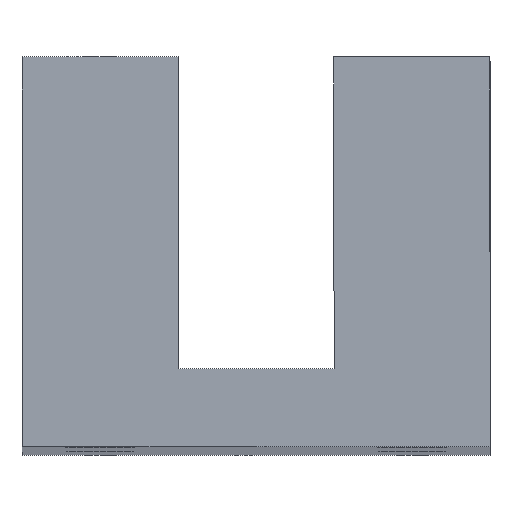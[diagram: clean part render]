
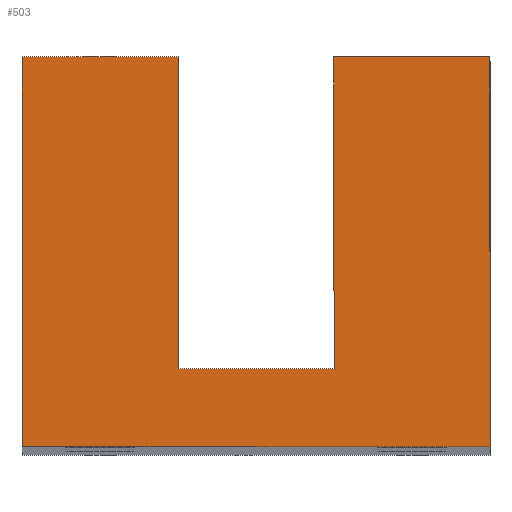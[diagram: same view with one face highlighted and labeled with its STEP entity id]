
A CAD part, top view. The second image highlights one B-rep face of the part: STEP entity #503.
In plain terms, the highlighted planar face has unit normal (0, 0, 1).
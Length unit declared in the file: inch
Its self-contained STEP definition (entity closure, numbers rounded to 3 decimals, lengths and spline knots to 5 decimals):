
#14 = ORIENTED_EDGE ( 'NONE', *, *, #373, .T. ) ;
#43 = DIRECTION ( 'NONE',  ( 0., 1., 0. ) ) ;
#47 = DIRECTION ( 'NONE',  ( 0., 0., 1. ) ) ;
#49 = EDGE_CURVE ( 'NONE', #515, #216, #529, .T. ) ;
#58 = EDGE_CURVE ( 'NONE', #67, #331, #521, .T. ) ;
#59 = DIRECTION ( 'NONE',  ( 0., -1., 0. ) ) ;
#61 = ORIENTED_EDGE ( 'NONE', *, *, #58, .T. ) ;
#67 = VERTEX_POINT ( 'NONE', #643 ) ;
#115 = CARTESIAN_POINT ( 'NONE',  ( -0.125, 0.5, 4. ) ) ;
#123 = EDGE_CURVE ( 'NONE', #209, #734, #160, .T. ) ;
#124 = CARTESIAN_POINT ( 'NONE',  ( 0.125, 0., 4. ) ) ;
#128 = CARTESIAN_POINT ( 'NONE',  ( -0.375, -0.125, 4. ) ) ;
#134 = EDGE_CURVE ( 'NONE', #245, #500, #334, .T. ) ;
#156 = VECTOR ( 'NONE', #59, 39.37008 ) ;
#157 = CARTESIAN_POINT ( 'NONE',  ( 0., 0., 4. ) ) ;
#158 = VECTOR ( 'NONE', #407, 39.37008 ) ;
#160 = LINE ( 'NONE', #281, #241 ) ;
#171 = VECTOR ( 'NONE', #43, 39.37008 ) ;
#191 = AXIS2_PLACEMENT_3D ( 'NONE', #157, #47, #582 ) ;
#206 = LINE ( 'NONE', #498, #783 ) ;
#209 = VERTEX_POINT ( 'NONE', #656 ) ;
#216 = VERTEX_POINT ( 'NONE', #243 ) ;
#217 = ORIENTED_EDGE ( 'NONE', *, *, #134, .T. ) ;
#221 = ORIENTED_EDGE ( 'NONE', *, *, #469, .T. ) ;
#241 = VECTOR ( 'NONE', #647, 39.37008 ) ;
#243 = CARTESIAN_POINT ( 'NONE',  ( -0.125, 0., 4. ) ) ;
#245 = VERTEX_POINT ( 'NONE', #128 ) ;
#259 = DIRECTION ( 'NONE',  ( 0., 1., 0. ) ) ;
#267 = DIRECTION ( 'NONE',  ( 0., -1., 0. ) ) ;
#281 = CARTESIAN_POINT ( 'NONE',  ( 0.125, 0.5, 4. ) ) ;
#320 = CARTESIAN_POINT ( 'NONE',  ( -0.375, 0.5, 4. ) ) ;
#331 = VERTEX_POINT ( 'NONE', #320 ) ;
#334 = LINE ( 'NONE', #526, #468 ) ;
#336 = LINE ( 'NONE', #124, #156 ) ;
#343 = CARTESIAN_POINT ( 'NONE',  ( 0.375, -0.125, 4. ) ) ;
#373 = EDGE_CURVE ( 'NONE', #331, #245, #743, .T. ) ;
#394 = FACE_OUTER_BOUND ( 'NONE', #430, .T. ) ;
#402 = CARTESIAN_POINT ( 'NONE',  ( -0.375, 0.5, 4. ) ) ;
#407 = DIRECTION ( 'NONE',  ( -1., 0., 0. ) ) ;
#428 = VECTOR ( 'NONE', #267, 39.37008 ) ;
#430 = EDGE_LOOP ( 'NONE', ( #14, #217, #554, #699, #679, #574, #221, #61 ) ) ;
#468 = VECTOR ( 'NONE', #766, 39.37008 ) ;
#469 = EDGE_CURVE ( 'NONE', #216, #67, #472, .T. ) ;
#472 = LINE ( 'NONE', #115, #171 ) ;
#498 = CARTESIAN_POINT ( 'NONE',  ( 0.375, -0.125, 4. ) ) ;
#499 = CARTESIAN_POINT ( 'NONE',  ( -0.375, 0.5, 4. ) ) ;
#500 = VERTEX_POINT ( 'NONE', #343 ) ;
#503 = ADVANCED_FACE ( 'NONE', ( #394 ), #589, .T. ) ;
#515 = VERTEX_POINT ( 'NONE', #532 ) ;
#521 = LINE ( 'NONE', #402, #636 ) ;
#526 = CARTESIAN_POINT ( 'NONE',  ( -0.375, -0.125, 4. ) ) ;
#529 = LINE ( 'NONE', #639, #158 ) ;
#532 = CARTESIAN_POINT ( 'NONE',  ( 0.125, 0., 4. ) ) ;
#554 = ORIENTED_EDGE ( 'NONE', *, *, #675, .T. ) ;
#561 = CARTESIAN_POINT ( 'NONE',  ( 0.125, 0.5, 4. ) ) ;
#562 = EDGE_CURVE ( 'NONE', #734, #515, #336, .T. ) ;
#574 = ORIENTED_EDGE ( 'NONE', *, *, #49, .T. ) ;
#582 = DIRECTION ( 'NONE',  ( 1., 0., 0. ) ) ;
#589 = PLANE ( 'NONE',  #191 ) ;
#636 = VECTOR ( 'NONE', #772, 39.37008 ) ;
#639 = CARTESIAN_POINT ( 'NONE',  ( -0.125, 0., 4. ) ) ;
#643 = CARTESIAN_POINT ( 'NONE',  ( -0.125, 0.5, 4. ) ) ;
#647 = DIRECTION ( 'NONE',  ( -1., 0., 0. ) ) ;
#656 = CARTESIAN_POINT ( 'NONE',  ( 0.375, 0.5, 4. ) ) ;
#675 = EDGE_CURVE ( 'NONE', #500, #209, #206, .T. ) ;
#679 = ORIENTED_EDGE ( 'NONE', *, *, #562, .T. ) ;
#699 = ORIENTED_EDGE ( 'NONE', *, *, #123, .T. ) ;
#734 = VERTEX_POINT ( 'NONE', #561 ) ;
#743 = LINE ( 'NONE', #499, #428 ) ;
#766 = DIRECTION ( 'NONE',  ( 1., 0., 0. ) ) ;
#772 = DIRECTION ( 'NONE',  ( -1., 0., 0. ) ) ;
#783 = VECTOR ( 'NONE', #259, 39.37008 ) ;
